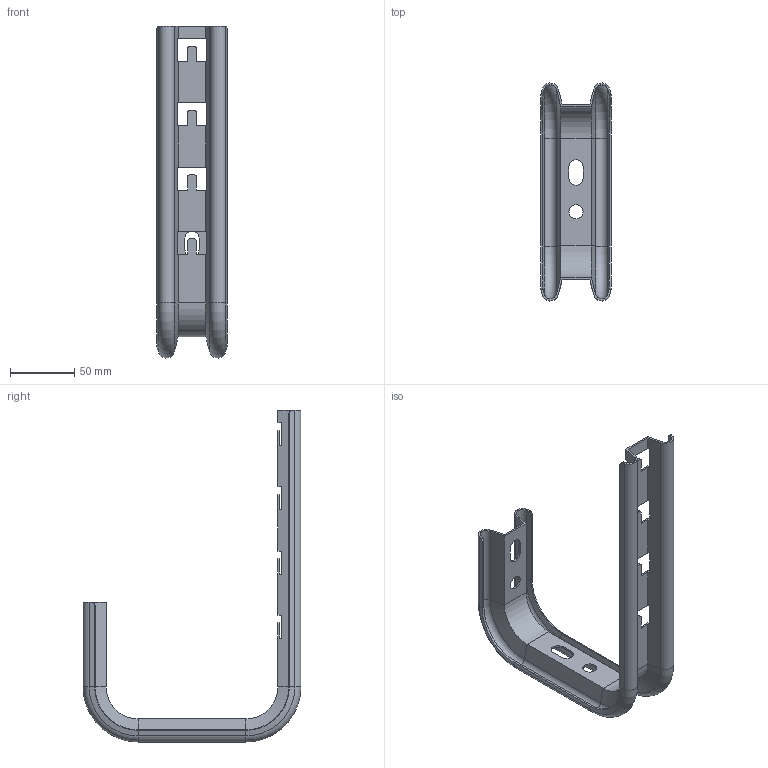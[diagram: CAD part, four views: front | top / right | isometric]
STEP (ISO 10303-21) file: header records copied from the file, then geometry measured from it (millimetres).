
FILE_DESCRIPTION (( 'STEP AP203' ), '1' );
FILE_NAME ('CLW10-VREF-200 Êîíñîëü ïîòîëî÷íàÿ VREF200.STEP', '2016-04-13T12:21:56', ( '' ), ( '' ), 'SwSTEP 2.0', 'SolidWorks 2014', '' );
FILE_SCHEMA (( 'CONFIG_CONTROL_DESIGN' ));
Length unit declared in the file: millimetre
Products named in the file (1): CLW10-VREF-200 Êîíñîëü ïîòîëî÷íàÿ VREF200
Bounding box: 55 x 169.97 x 258.98 mm (x, y, z)
Volume: 58282.7 mm3; surface area: 80328.3 mm2
Topology: 1 solids, 1 shells, 144 faces, 387 edges, 237 vertices
Faces by surface type: plane 82, cylinder 34, cone 20, torus 8
Full cylindrical faces by diameter (mm): 11 x2
Entity records: 4509 total; most frequent: ORIENTED_EDGE 768, DIRECTION 766, CARTESIAN_POINT 765, EDGE_CURVE 384, VECTOR 292, LINE 292, AXIS2_PLACEMENT_3D 237, VERTEX_POINT 236
